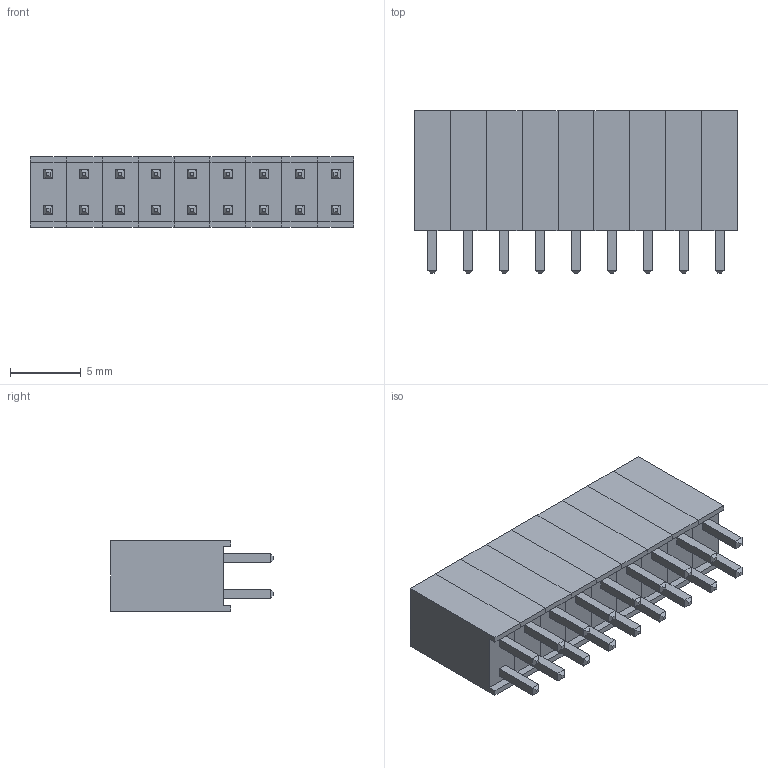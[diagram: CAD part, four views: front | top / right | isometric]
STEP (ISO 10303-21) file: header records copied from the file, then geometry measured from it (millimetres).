
FILE_DESCRIPTION (( 'STEP AP214' ), '1' );
FILE_NAME ('DS-1023-18.STEP', '2019-07-10T22:32:21', ( '' ), ( '' ), 'SwSTEP 2.0', 'SolidWorks 2018', '' );
FILE_SCHEMA (( 'AUTOMOTIVE_DESIGN' ));
Length unit declared in the file: millimetre
Products named in the file (1): DS-1023-18
Bounding box: 22.86 x 11.5 x 5 mm (x, y, z)
Volume: 904.4 mm3; surface area: 1686.7 mm2
Topology: 9 solids, 9 shells, 414 faces, 936 edges, 576 vertices
Faces by surface type: plane 414
Entity records: 15788 total; most frequent: CARTESIAN_POINT 1927, ORIENTED_EDGE 1872, DIRECTION 1766, VECTOR 936, LINE 936, EDGE_CURVE 936, VERTEX_POINT 576, EDGE_LOOP 450
